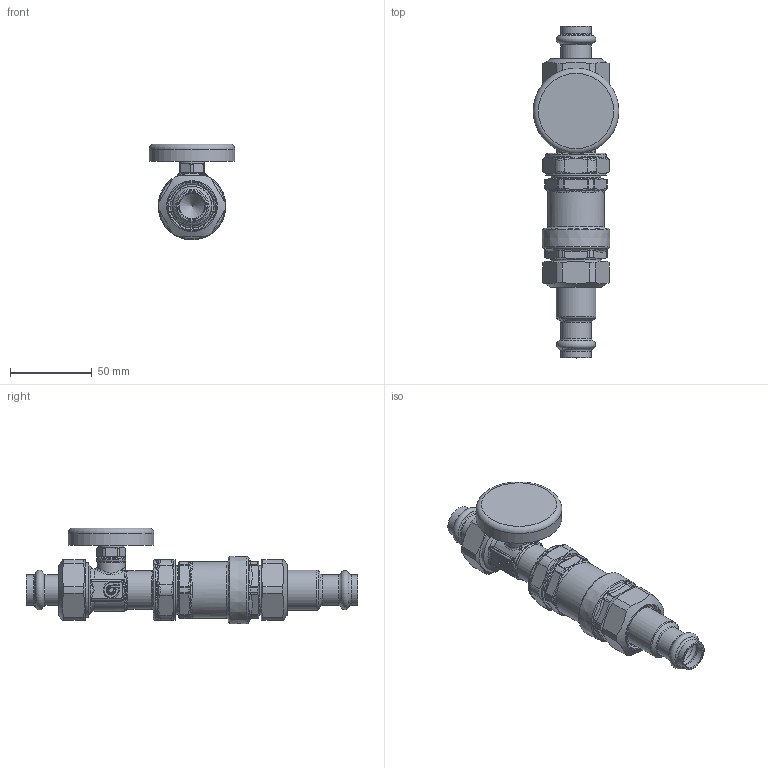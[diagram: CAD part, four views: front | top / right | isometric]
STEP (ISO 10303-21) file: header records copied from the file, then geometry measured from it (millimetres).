
FILE_DESCRIPTION(/* description */ (''),/* implementation_level */ '2;1');
FILE_NAME(/* name */ '127147AFC_Simplify_1.stp',/* time_stamp */ '2025-07-24T13:51:46-05:00',/* author */ ('ischreiner'),/* organization */ (''),/* preprocessor_version */ 'ST-DEVELOPER v20',/* originating_system */ 'Autodesk Inventor 2025',/* authorisation */ '');
FILE_SCHEMA (('AUTOMOTIVE_DESIGN { 1 0 10303 214 3 1 1 }'));
Length unit declared in the file: inch
Products named in the file (1): 127147AFC_Simplify_1
Bounding box: 52.32 x 202.75 x 58.6 mm (x, y, z)
Volume: 112892.8 mm3; surface area: 54019.1 mm2
Topology: 6 solids, 6 shells, 764 faces, 1773 edges, 994 vertices
Faces by surface type: cylinder 220, bspline 175, plane 134, torus 100, cone 97, sphere 38
Full cylindrical faces by diameter (mm): 15.113 x1, 15.24 x2, 15.875 x1, 16.154 x2, 16.205 x2, 17 x1, 18 x1, 18.796 x2, 18.847 x2, 20.091 x2, 20.625 x1, 21 x2, 23.5 x1, 24 x1, 24.1 x2, 24.384 x1, 25 x2, 26.924 x2, 27.686 x1, 28.3 x2, 28.5 x1, 28.6 x1, 29.591 x2, 29.6 x1, 30 x4, 30.2 x1, 30.302 x2, 30.4 x1, 30.5 x1, 33.1 x3
Entity records: 32624 total; most frequent: CARTESIAN_POINT 15576, ORIENTED_EDGE 3436, DIRECTION 3335, EDGE_CURVE 1718, AXIS2_PLACEMENT_3D 1441, VERTEX_POINT 994, EDGE_LOOP 806, STYLED_ITEM 770
